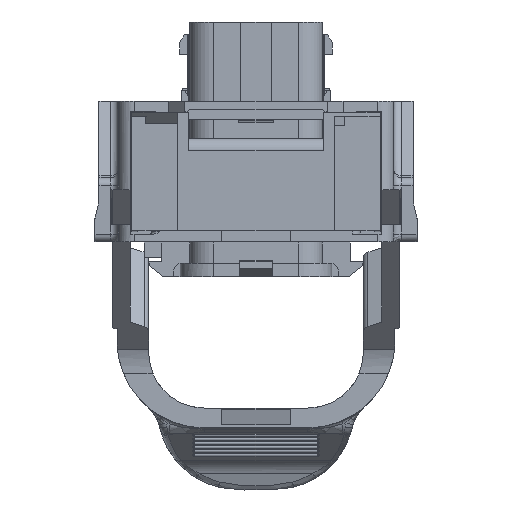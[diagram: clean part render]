
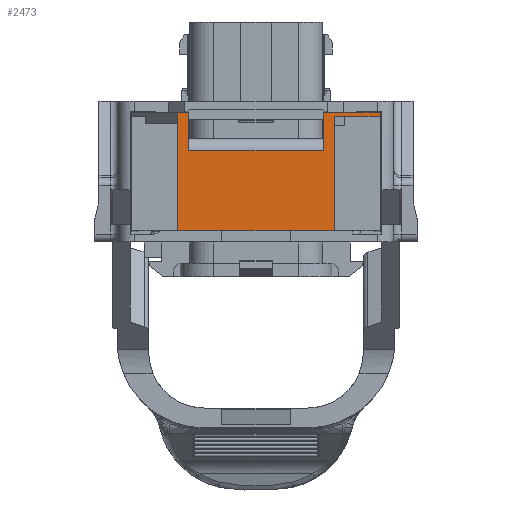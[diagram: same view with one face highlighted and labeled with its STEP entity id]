
A CAD part, left-side view. The second image highlights one B-rep face of the part: STEP entity #2473.
In plain terms, the highlighted planar face has unit normal (-1, 0, 0).
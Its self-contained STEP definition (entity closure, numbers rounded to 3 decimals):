
#741=PLANE('',#37655);
#2473=ADVANCED_FACE('',(#4426),#741,.F.);
#4426=FACE_OUTER_BOUND('',#6291,.T.);
#6291=EDGE_LOOP('',(#11023,#11024,#11025,#11026,#11027,#11028,#11029,#11030,
#11031,#11032,#11033,#11034));
#11023=ORIENTED_EDGE('',*,*,#23632,.F.);
#11024=ORIENTED_EDGE('',*,*,#23679,.F.);
#11025=ORIENTED_EDGE('',*,*,#23680,.F.);
#11026=ORIENTED_EDGE('',*,*,#23681,.T.);
#11027=ORIENTED_EDGE('',*,*,#23606,.F.);
#11028=ORIENTED_EDGE('',*,*,#22076,.T.);
#11029=ORIENTED_EDGE('',*,*,#23682,.F.);
#11030=ORIENTED_EDGE('',*,*,#23683,.T.);
#11031=ORIENTED_EDGE('',*,*,#23684,.T.);
#11032=ORIENTED_EDGE('',*,*,#22095,.T.);
#11033=ORIENTED_EDGE('',*,*,#23685,.T.);
#11034=ORIENTED_EDGE('',*,*,#23673,.F.);
#18615=VERTEX_POINT('',#48532);
#18616=VERTEX_POINT('',#48534);
#18631=VERTEX_POINT('',#48571);
#18632=VERTEX_POINT('',#48573);
#19649=VERTEX_POINT('',#51733);
#19670=VERTEX_POINT('',#51783);
#19671=VERTEX_POINT('',#51785);
#19698=VERTEX_POINT('',#51859);
#19702=VERTEX_POINT('',#51870);
#19703=VERTEX_POINT('',#51872);
#19704=VERTEX_POINT('',#51875);
#19705=VERTEX_POINT('',#51877);
#22076=EDGE_CURVE('',#18616,#18615,#27361,.T.);
#22095=EDGE_CURVE('',#18632,#18631,#27380,.T.);
#23606=EDGE_CURVE('',#18616,#19649,#28712,.T.);
#23632=EDGE_CURVE('',#19670,#19671,#28735,.T.);
#23673=EDGE_CURVE('',#19671,#19698,#28773,.T.);
#23679=EDGE_CURVE('',#19702,#19670,#28779,.T.);
#23680=EDGE_CURVE('',#19703,#19702,#28780,.T.);
#23681=EDGE_CURVE('',#19703,#19649,#28781,.T.);
#23682=EDGE_CURVE('',#19704,#18615,#28782,.T.);
#23683=EDGE_CURVE('',#19704,#19705,#28783,.T.);
#23684=EDGE_CURVE('',#19705,#18632,#28784,.T.);
#23685=EDGE_CURVE('',#18631,#19698,#28785,.T.);
#27361=LINE('',#48533,#32215);
#27380=LINE('',#48572,#32234);
#28712=LINE('',#51732,#33567);
#28735=LINE('',#51784,#33590);
#28773=LINE('',#51858,#33628);
#28779=LINE('',#51869,#33634);
#28780=LINE('',#51871,#33635);
#28781=LINE('',#51873,#33636);
#28782=LINE('',#51874,#33637);
#28783=LINE('',#51876,#33638);
#28784=LINE('',#51878,#33639);
#28785=LINE('',#51879,#33640);
#32215=VECTOR('',#39260,1.);
#32234=VECTOR('',#39287,1.);
#33567=VECTOR('',#41898,1.);
#33590=VECTOR('',#41935,1.);
#33628=VECTOR('',#41991,1.);
#33634=VECTOR('',#41999,1.);
#33635=VECTOR('',#42000,1.);
#33636=VECTOR('',#42001,1.);
#33637=VECTOR('',#42002,1.);
#33638=VECTOR('',#42003,1.);
#33639=VECTOR('',#42004,1.);
#33640=VECTOR('',#42005,1.);
#37655=AXIS2_PLACEMENT_3D('',#51880,#42006,#42007);
#39260=DIRECTION('',(0.,1.,0.));
#39287=DIRECTION('',(0.,1.,0.));
#41898=DIRECTION('',(0.,0.,-1.));
#41935=DIRECTION('',(0.,1.,0.));
#41991=DIRECTION('',(0.,0.,1.));
#41999=DIRECTION('',(0.,0.,-1.));
#42000=DIRECTION('',(0.,0.,-1.));
#42001=DIRECTION('',(0.,-1.,0.));
#42002=DIRECTION('',(0.,0.,1.));
#42003=DIRECTION('',(0.,1.,0.));
#42004=DIRECTION('',(0.,0.,1.));
#42005=DIRECTION('',(0.,0.,-1.));
#42006=DIRECTION('',(1.,0.,0.));
#42007=DIRECTION('',(0.,0.,-1.));
#48532=CARTESIAN_POINT('',(-50.5,9.5,16.4));
#48533=CARTESIAN_POINT('',(-50.5,8.1,16.4));
#48534=CARTESIAN_POINT('',(-50.5,2.3,16.4));
#48571=CARTESIAN_POINT('',(-50.5,27.9,16.4));
#48572=CARTESIAN_POINT('',(-50.5,8.1,16.4));
#48573=CARTESIAN_POINT('',(-50.5,26.5,16.4));
#51732=CARTESIAN_POINT('',(-50.5,2.3,1.4));
#51733=CARTESIAN_POINT('',(-50.5,2.3,15.9));
#51783=CARTESIAN_POINT('',(-50.5,8.1,1.4));
#51784=CARTESIAN_POINT('',(-50.5,2.,1.4));
#51785=CARTESIAN_POINT('',(-50.5,27.9,1.4));
#51858=CARTESIAN_POINT('',(-50.5,27.9,1.4));
#51859=CARTESIAN_POINT('',(-50.5,27.9,14.95));
#51869=CARTESIAN_POINT('',(-50.5,8.1,1.4));
#51870=CARTESIAN_POINT('',(-50.5,8.1,14.7));
#51871=CARTESIAN_POINT('',(-50.5,8.1,1.4));
#51872=CARTESIAN_POINT('',(-50.5,8.1,15.9));
#51873=CARTESIAN_POINT('',(-50.5,8.1,15.9));
#51874=CARTESIAN_POINT('',(-50.5,9.5,13.05));
#51875=CARTESIAN_POINT('',(-50.5,9.5,11.55));
#51876=CARTESIAN_POINT('',(-50.5,26.5,11.55));
#51877=CARTESIAN_POINT('',(-50.5,26.5,11.55));
#51878=CARTESIAN_POINT('',(-50.5,26.5,1.4));
#51879=CARTESIAN_POINT('',(-50.5,27.9,1.4));
#51880=CARTESIAN_POINT('',(-50.5,8.1,1.4));
